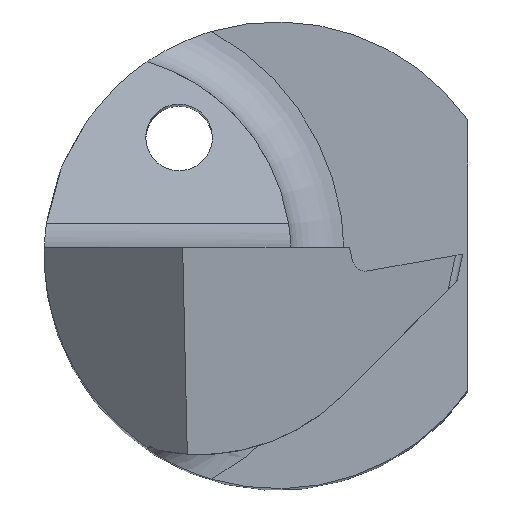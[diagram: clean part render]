
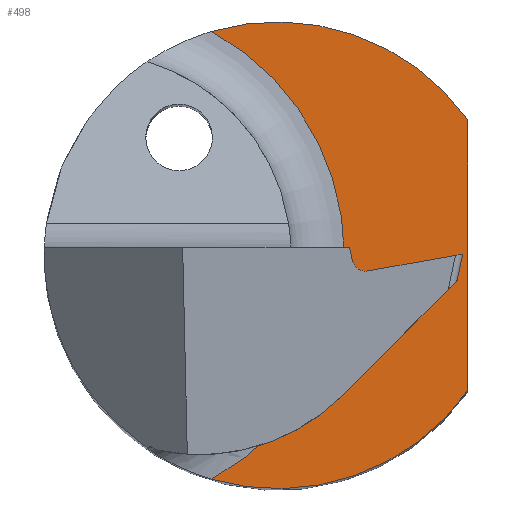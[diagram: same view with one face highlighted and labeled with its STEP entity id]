
A CAD part, top view. The second image highlights one B-rep face of the part: STEP entity #498.
In plain terms, the highlighted planar face has unit normal (0, 0, 1).
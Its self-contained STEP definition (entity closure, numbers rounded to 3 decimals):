
#83 = DIRECTION ( 'NONE',  ( 0., 0., 1. ) ) ;
#85 = CARTESIAN_POINT ( 'NONE',  ( 2.85, -2.032, 15. ) ) ;
#91 = DIRECTION ( 'NONE',  ( 0., 1., 0. ) ) ;
#115 = ORIENTED_EDGE ( 'NONE', *, *, #527, .T. ) ;
#121 = VERTEX_POINT ( 'NONE', #872 ) ;
#150 = CARTESIAN_POINT ( 'NONE',  ( -0.99, -3.357, 15. ) ) ;
#153 = DIRECTION ( 'NONE',  ( 1., 0., 0. ) ) ;
#174 = AXIS2_PLACEMENT_3D ( 'NONE', #758, #248, #482 ) ;
#248 = DIRECTION ( 'NONE',  ( 0., 0., 1. ) ) ;
#309 = CARTESIAN_POINT ( 'NONE',  ( 2.85, 2.032, 15. ) ) ;
#310 = AXIS2_PLACEMENT_3D ( 'NONE', #479, #330, #489 ) ;
#321 = EDGE_CURVE ( 'NONE', #778, #372, #879, .T. ) ;
#330 = DIRECTION ( 'NONE',  ( 0., 0., 1. ) ) ;
#372 = VERTEX_POINT ( 'NONE', #309 ) ;
#373 = CARTESIAN_POINT ( 'NONE',  ( 2.85, 2.032, 15. ) ) ;
#401 = EDGE_CURVE ( 'NONE', #372, #121, #506, .T. ) ;
#444 = EDGE_CURVE ( 'NONE', #748, #778, #545, .T. ) ;
#458 = DIRECTION ( 'NONE',  ( 1., 0., 0. ) ) ;
#470 = CARTESIAN_POINT ( 'NONE',  ( 1., 0., 15. ) ) ;
#479 = CARTESIAN_POINT ( 'NONE',  ( -0.325, -0.054, 15. ) ) ;
#482 = DIRECTION ( 'NONE',  ( 1., 0., 0. ) ) ;
#488 = AXIS2_PLACEMENT_3D ( 'NONE', #822, #528, #458 ) ;
#489 = DIRECTION ( 'NONE',  ( 1., 0., 0. ) ) ;
#498 = ADVANCED_FACE ( 'NONE', ( #854 ), #773, .T. ) ;
#506 = CIRCLE ( 'NONE', #642, 3.5 ) ;
#527 = EDGE_CURVE ( 'NONE', #121, #851, #760, .T. ) ;
#528 = DIRECTION ( 'NONE',  ( 0., 0., -1. ) ) ;
#539 = DIRECTION ( 'NONE',  ( 1., 0., 0. ) ) ;
#545 = CIRCLE ( 'NONE', #174, 3.5 ) ;
#559 = ORIENTED_EDGE ( 'NONE', *, *, #444, .T. ) ;
#642 = AXIS2_PLACEMENT_3D ( 'NONE', #751, #83, #153 ) ;
#687 = AXIS2_PLACEMENT_3D ( 'NONE', #837, #843, #539 ) ;
#706 = ORIENTED_EDGE ( 'NONE', *, *, #713, .T. ) ;
#713 = EDGE_CURVE ( 'NONE', #851, #748, #740, .T. ) ;
#740 = CIRCLE ( 'NONE', #488, 3.827 ) ;
#748 = VERTEX_POINT ( 'NONE', #150 ) ;
#751 = CARTESIAN_POINT ( 'NONE',  ( 0., 0., 15. ) ) ;
#758 = CARTESIAN_POINT ( 'NONE',  ( 0., 0., 15. ) ) ;
#760 = CIRCLE ( 'NONE', #687, 3.827 ) ;
#773 = PLANE ( 'NONE',  #310 ) ;
#774 = ORIENTED_EDGE ( 'NONE', *, *, #321, .T. ) ;
#778 = VERTEX_POINT ( 'NONE', #85 ) ;
#822 = CARTESIAN_POINT ( 'NONE',  ( -2.827, 0., 15. ) ) ;
#837 = CARTESIAN_POINT ( 'NONE',  ( -2.827, 0., 15. ) ) ;
#843 = DIRECTION ( 'NONE',  ( 0., 0., -1. ) ) ;
#851 = VERTEX_POINT ( 'NONE', #470 ) ;
#854 = FACE_OUTER_BOUND ( 'NONE', #956, .T. ) ;
#872 = CARTESIAN_POINT ( 'NONE',  ( -0.99, 3.357, 15. ) ) ;
#879 = LINE ( 'NONE', #373, #930 ) ;
#918 = ORIENTED_EDGE ( 'NONE', *, *, #401, .T. ) ;
#930 = VECTOR ( 'NONE', #91, 1000. ) ;
#956 = EDGE_LOOP ( 'NONE', ( #918, #115, #706, #559, #774 ) ) ;
